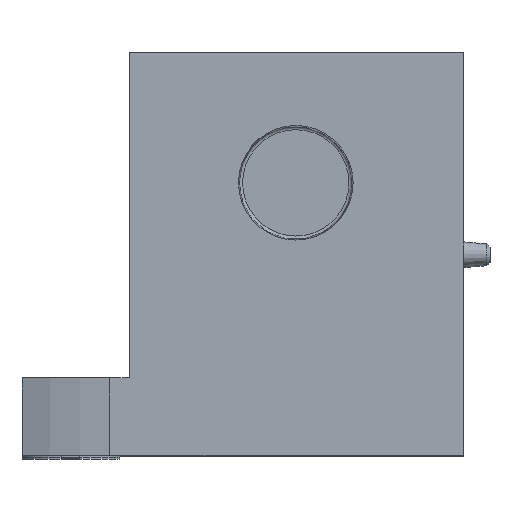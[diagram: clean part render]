
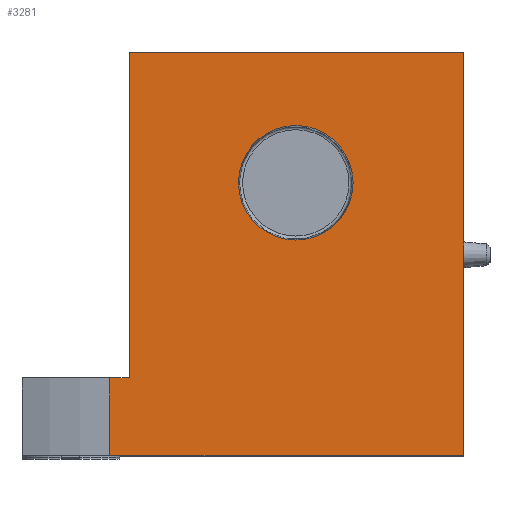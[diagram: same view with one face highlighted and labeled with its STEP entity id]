
A CAD part, top view. The second image highlights one B-rep face of the part: STEP entity #3281.
In plain terms, the highlighted planar face has unit normal (0, 0, 1).
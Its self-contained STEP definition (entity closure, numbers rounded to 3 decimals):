
#182=LINE('',#5126,#438);
#184=LINE('',#5132,#440);
#185=LINE('',#5134,#441);
#186=LINE('',#5136,#442);
#187=LINE('',#5138,#443);
#188=LINE('',#5140,#444);
#438=VECTOR('',#4032,1000.);
#440=VECTOR('',#4038,1000.);
#441=VECTOR('',#4039,1000.);
#442=VECTOR('',#4040,1000.);
#443=VECTOR('',#4041,1000.);
#444=VECTOR('',#4042,1000.);
#726=ORIENTED_EDGE('',*,*,#1589,.T.);
#727=ORIENTED_EDGE('',*,*,#1590,.T.);
#728=ORIENTED_EDGE('',*,*,#1591,.F.);
#729=ORIENTED_EDGE('',*,*,#1592,.T.);
#730=ORIENTED_EDGE('',*,*,#1593,.T.);
#731=ORIENTED_EDGE('',*,*,#1594,.F.);
#732=ORIENTED_EDGE('',*,*,#1587,.F.);
#1587=EDGE_CURVE('',#2016,#2017,#182,.T.);
#1589=EDGE_CURVE('',#2018,#2018,#2306,.T.);
#1590=EDGE_CURVE('',#2016,#2019,#184,.T.);
#1591=EDGE_CURVE('',#2020,#2019,#185,.T.);
#1592=EDGE_CURVE('',#2020,#2021,#186,.T.);
#1593=EDGE_CURVE('',#2021,#2022,#187,.T.);
#1594=EDGE_CURVE('',#2017,#2022,#188,.T.);
#2016=VERTEX_POINT('',#5125);
#2017=VERTEX_POINT('',#5127);
#2018=VERTEX_POINT('',#5131);
#2019=VERTEX_POINT('',#5133);
#2020=VERTEX_POINT('',#5135);
#2021=VERTEX_POINT('',#5137);
#2022=VERTEX_POINT('',#5139);
#2306=CIRCLE('',#3545,9.25);
#2475=EDGE_LOOP('',(#726));
#2476=EDGE_LOOP('',(#727,#728,#729,#730,#731,#732));
#2817=FACE_BOUND('',#2475,.T.);
#2818=FACE_BOUND('',#2476,.T.);
#3157=PLANE('',#3544);
#3281=ADVANCED_FACE('',(#2817,#2818),#3157,.T.);
#3544=AXIS2_PLACEMENT_3D('',#5129,#4034,#4035);
#3545=AXIS2_PLACEMENT_3D('',#5130,#4036,#4037);
#4032=DIRECTION('',(1.,0.,0.));
#4034=DIRECTION('',(0.,0.,1.));
#4035=DIRECTION('',(1.,0.,0.));
#4036=DIRECTION('',(0.,0.,-1.));
#4037=DIRECTION('',(-1.,0.,0.));
#4038=DIRECTION('',(0.,-1.,0.));
#4039=DIRECTION('',(1.,0.,0.));
#4040=DIRECTION('',(0.,-1.,0.));
#4041=DIRECTION('',(1.,0.,0.));
#4042=DIRECTION('',(0.,-1.,0.));
#5125=CARTESIAN_POINT('',(-54.,65.,71.));
#5126=CARTESIAN_POINT('',(-73.1,65.,71.));
#5127=CARTESIAN_POINT('',(0.,65.,71.));
#5129=CARTESIAN_POINT('',(-73.1,65.,71.));
#5130=CARTESIAN_POINT('',(-27.1,44.,71.));
#5131=CARTESIAN_POINT('',(-36.35,44.,71.));
#5132=CARTESIAN_POINT('',(-54.,72.5,71.));
#5133=CARTESIAN_POINT('',(-54.,12.5,71.));
#5134=CARTESIAN_POINT('',(-74.,12.5,71.));
#5135=CARTESIAN_POINT('',(-57.133,12.5,71.));
#5136=CARTESIAN_POINT('',(-57.133,12.5,71.));
#5137=CARTESIAN_POINT('',(-57.133,0.,71.));
#5138=CARTESIAN_POINT('',(-73.1,0.,71.));
#5139=CARTESIAN_POINT('',(0.,0.,71.));
#5140=CARTESIAN_POINT('',(0.,65.,71.));
